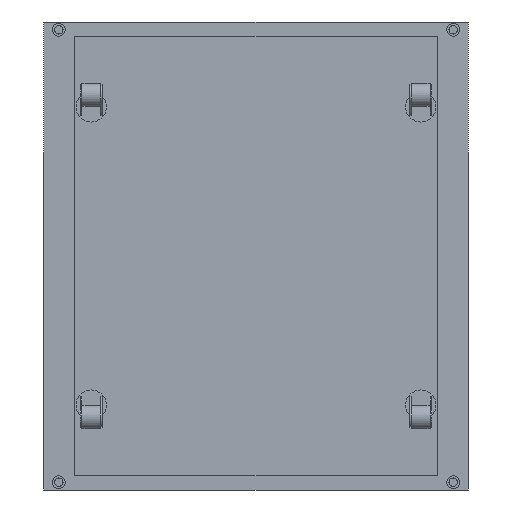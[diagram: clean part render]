
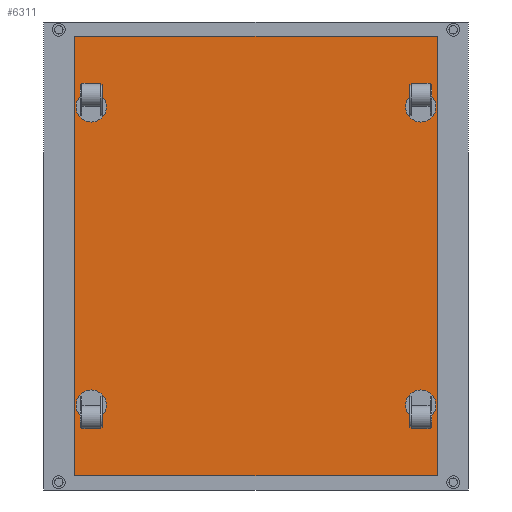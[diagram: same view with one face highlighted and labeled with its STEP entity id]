
A CAD part, front view. The second image highlights one B-rep face of the part: STEP entity #6311.
In plain terms, the highlighted planar face has unit normal (0, -1, 0).
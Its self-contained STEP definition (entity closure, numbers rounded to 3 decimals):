
#537=FACE_OUTER_BOUND('',#953,.T.);
#953=EDGE_LOOP('',(#4937,#4938,#4939,#4940));
#1579=LINE('',#9917,#2295);
#1583=LINE('',#9924,#2299);
#1586=LINE('',#9930,#2302);
#1588=LINE('',#9933,#2304);
#2295=VECTOR('',#8012,10.);
#2299=VECTOR('',#8018,10.);
#2302=VECTOR('',#8023,10.);
#2304=VECTOR('',#8027,10.);
#2915=VERTEX_POINT('',#9914);
#2916=VERTEX_POINT('',#9916);
#2918=VERTEX_POINT('',#9922);
#2920=VERTEX_POINT('',#9928);
#3633=EDGE_CURVE('',#2915,#2916,#1579,.T.);
#3637=EDGE_CURVE('',#2918,#2915,#1583,.T.);
#3640=EDGE_CURVE('',#2920,#2918,#1586,.T.);
#3642=EDGE_CURVE('',#2916,#2920,#1588,.T.);
#4937=ORIENTED_EDGE('',*,*,#3642,.F.);
#4938=ORIENTED_EDGE('',*,*,#3633,.F.);
#4939=ORIENTED_EDGE('',*,*,#3637,.F.);
#4940=ORIENTED_EDGE('',*,*,#3640,.F.);
#5948=PLANE('',#6852);
#6311=ADVANCED_FACE('',(#537),#5948,.F.);
#6852=AXIS2_PLACEMENT_3D('',#9934,#8028,#8029);
#8012=DIRECTION('',(0.,0.,-1.));
#8018=DIRECTION('',(1.,0.,0.));
#8023=DIRECTION('',(0.,0.,1.));
#8027=DIRECTION('',(-1.,0.,0.));
#8028=DIRECTION('center_axis',(0.,1.,0.));
#8029=DIRECTION('ref_axis',(0.,0.,1.));
#9914=CARTESIAN_POINT('',(256.5,-313.,311.));
#9916=CARTESIAN_POINT('',(256.5,-313.,-311.));
#9917=CARTESIAN_POINT('',(256.5,-313.,-311.));
#9922=CARTESIAN_POINT('',(-256.5,-313.,311.));
#9924=CARTESIAN_POINT('',(256.5,-313.,311.));
#9928=CARTESIAN_POINT('',(-256.5,-313.,-311.));
#9930=CARTESIAN_POINT('',(-256.5,-313.,311.));
#9933=CARTESIAN_POINT('',(-256.5,-313.,-311.));
#9934=CARTESIAN_POINT('Origin',(0.,-313.,0.));
